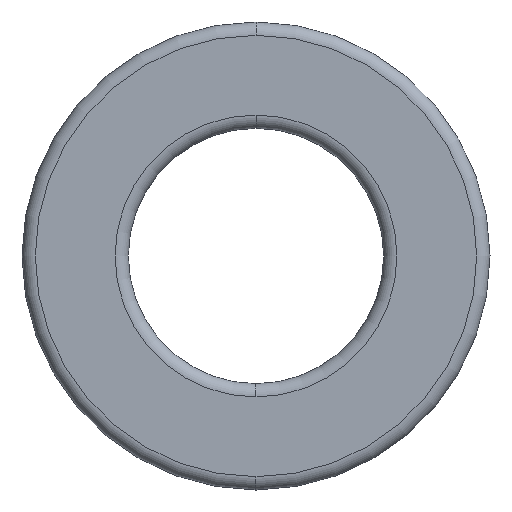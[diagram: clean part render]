
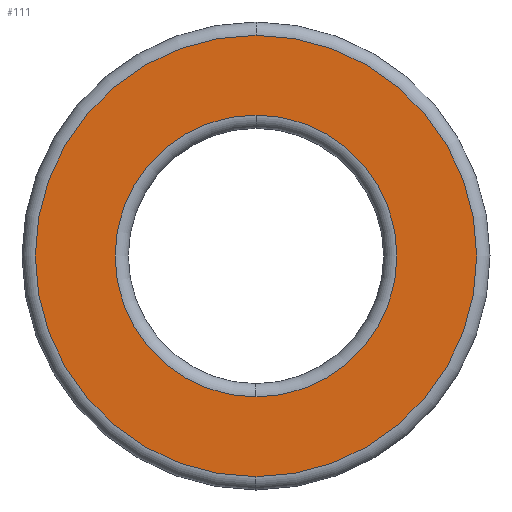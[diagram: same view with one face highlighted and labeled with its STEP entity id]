
A CAD part, left-side view. The second image highlights one B-rep face of the part: STEP entity #111.
In plain terms, the highlighted planar face has unit normal (-1, 0, 0).
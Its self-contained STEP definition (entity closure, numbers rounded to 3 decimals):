
#111 = ADVANCED_FACE( '', ( #195, #196 ), #197, .T. );
#195 = FACE_BOUND( '', #281, .T. );
#196 = FACE_OUTER_BOUND( '', #282, .T. );
#197 = PLANE( '', #283 );
#281 = EDGE_LOOP( '', ( #559, #560, #561 ) );
#282 = EDGE_LOOP( '', ( #562, #563, #564 ) );
#283 = AXIS2_PLACEMENT_3D( '', #565, #566, #567 );
#559 = ORIENTED_EDGE( '', *, *, #578, .F. );
#560 = ORIENTED_EDGE( '', *, *, #577, .F. );
#561 = ORIENTED_EDGE( '', *, *, #663, .F. );
#562 = ORIENTED_EDGE( '', *, *, #586, .T. );
#563 = ORIENTED_EDGE( '', *, *, #662, .T. );
#564 = ORIENTED_EDGE( '', *, *, #587, .T. );
#565 = CARTESIAN_POINT( '', ( 0., 8.5, 0. ) );
#566 = DIRECTION( '', ( -1., 0., 0. ) );
#567 = DIRECTION( '', ( 0., 1., 0. ) );
#577 = EDGE_CURVE( '', #664, #667, #668, .T. );
#578 = EDGE_CURVE( '', #667, #669, #670, .T. );
#586 = EDGE_CURVE( '', #685, #683, #686, .T. );
#587 = EDGE_CURVE( '', #677, #685, #687, .T. );
#662 = EDGE_CURVE( '', #683, #677, #810, .T. );
#663 = EDGE_CURVE( '', #669, #664, #811, .T. );
#664 = VERTEX_POINT( '', #812 );
#667 = VERTEX_POINT( '', #815 );
#668 = CIRCLE( '', #816, 6.625 );
#669 = VERTEX_POINT( '', #817 );
#670 = CIRCLE( '', #818, 6.625 );
#677 = VERTEX_POINT( '', #825 );
#683 = VERTEX_POINT( '', #831 );
#685 = VERTEX_POINT( '', #833 );
#686 = CIRCLE( '', #834, 10.375 );
#687 = CIRCLE( '', #835, 10.375 );
#810 = CIRCLE( '', #978, 10.375 );
#811 = CIRCLE( '', #979, 6.625 );
#812 = CARTESIAN_POINT( '', ( 0., 0., 6.625 ) );
#815 = CARTESIAN_POINT( '', ( 0., 6.625, 0. ) );
#816 = AXIS2_PLACEMENT_3D( '', #983, #984, #985 );
#817 = CARTESIAN_POINT( '', ( 0., 0., -6.625 ) );
#818 = AXIS2_PLACEMENT_3D( '', #986, #987, #988 );
#825 = CARTESIAN_POINT( '', ( 0., 0., 10.375 ) );
#831 = CARTESIAN_POINT( '', ( 0., 0., -10.375 ) );
#833 = CARTESIAN_POINT( '', ( 0., 10.375, 0. ) );
#834 = AXIS2_PLACEMENT_3D( '', #1010, #1011, #1012 );
#835 = AXIS2_PLACEMENT_3D( '', #1013, #1014, #1015 );
#978 = AXIS2_PLACEMENT_3D( '', #1198, #1199, #1200 );
#979 = AXIS2_PLACEMENT_3D( '', #1201, #1202, #1203 );
#983 = CARTESIAN_POINT( '', ( 0., 0., 0. ) );
#984 = DIRECTION( '', ( -1., 0., 0. ) );
#985 = DIRECTION( '', ( 0., 1., 0. ) );
#986 = CARTESIAN_POINT( '', ( 0., 0., 0. ) );
#987 = DIRECTION( '', ( -1., 0., 0. ) );
#988 = DIRECTION( '', ( 0., 1., 0. ) );
#1010 = CARTESIAN_POINT( '', ( 0., 0., 0. ) );
#1011 = DIRECTION( '', ( -1., 0., 0. ) );
#1012 = DIRECTION( '', ( 0., 1., 0. ) );
#1013 = CARTESIAN_POINT( '', ( 0., 0., 0. ) );
#1014 = DIRECTION( '', ( -1., 0., 0. ) );
#1015 = DIRECTION( '', ( 0., 1., 0. ) );
#1198 = CARTESIAN_POINT( '', ( 0., 0., 0. ) );
#1199 = DIRECTION( '', ( -1., 0., 0. ) );
#1200 = DIRECTION( '', ( 0., 1., 0. ) );
#1201 = CARTESIAN_POINT( '', ( 0., 0., 0. ) );
#1202 = DIRECTION( '', ( -1., 0., 0. ) );
#1203 = DIRECTION( '', ( 0., 1., 0. ) );
